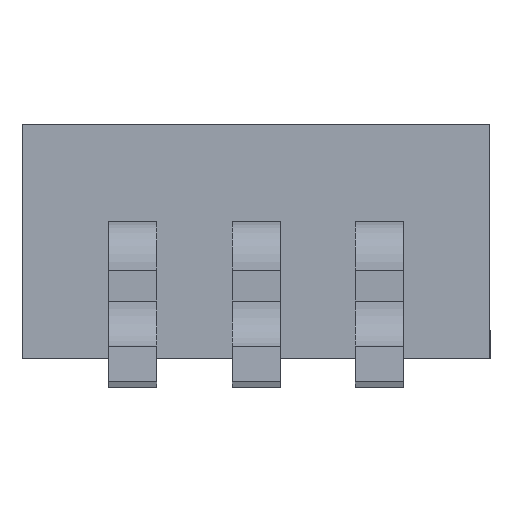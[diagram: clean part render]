
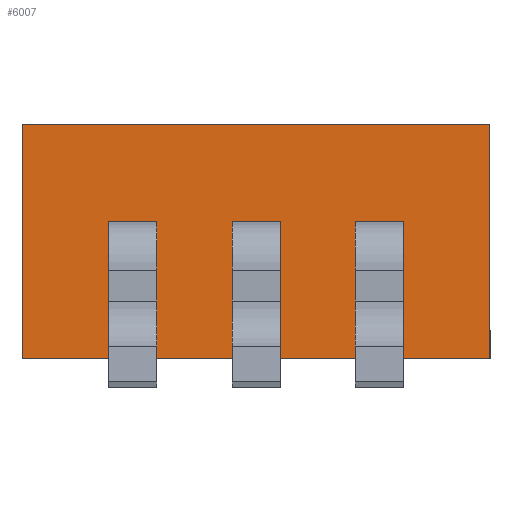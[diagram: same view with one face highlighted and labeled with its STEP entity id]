
A CAD part, left-side view. The second image highlights one B-rep face of the part: STEP entity #6007.
In plain terms, the highlighted planar face has unit normal (-1, 0, 0).
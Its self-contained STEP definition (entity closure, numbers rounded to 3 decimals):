
#12 = LINE ( 'NONE', #10851, #778 ) ;
#48 = DIRECTION ( 'NONE',  ( 0., 0., -1. ) ) ;
#113 = CARTESIAN_POINT ( 'NONE',  ( -5.335, 0.495, -2.74 ) ) ;
#180 = EDGE_LOOP ( 'NONE', ( #12020, #13168, #706, #8255 ) ) ;
#344 = VECTOR ( 'NONE', #4137, 1000. ) ;
#706 = ORIENTED_EDGE ( 'NONE', *, *, #2228, .T. ) ;
#778 = VECTOR ( 'NONE', #3229, 1000. ) ;
#780 = EDGE_CURVE ( 'NONE', #6252, #9860, #12195, .T. ) ;
#978 = VERTEX_POINT ( 'NONE', #2618 ) ;
#1020 = CARTESIAN_POINT ( 'NONE',  ( -5.335, -4.825, 0. ) ) ;
#1122 = AXIS2_PLACEMENT_3D ( 'NONE', #5009, #13774, #3854 ) ;
#1127 = VECTOR ( 'NONE', #48, 1000. ) ;
#1226 = LINE ( 'NONE', #2088, #13813 ) ;
#1263 = CARTESIAN_POINT ( 'NONE',  ( -5.335, -3.035, -2.74 ) ) ;
#1402 = EDGE_CURVE ( 'NONE', #11052, #7979, #13862, .T. ) ;
#1713 = VECTOR ( 'NONE', #6150, 1000. ) ;
#1775 = VECTOR ( 'NONE', #6442, 1000. ) ;
#1968 = PLANE ( 'NONE',  #1122 ) ;
#1984 = ORIENTED_EDGE ( 'NONE', *, *, #4383, .F. ) ;
#2007 = VERTEX_POINT ( 'NONE', #10509 ) ;
#2080 = EDGE_CURVE ( 'NONE', #2007, #4329, #3928, .T. ) ;
#2088 = CARTESIAN_POINT ( 'NONE',  ( -5.335, 4.825, 0. ) ) ;
#2228 = EDGE_CURVE ( 'NONE', #7979, #7977, #12, .T. ) ;
#2289 = ORIENTED_EDGE ( 'NONE', *, *, #4666, .F. ) ;
#2335 = DIRECTION ( 'NONE',  ( 0., -1., 0. ) ) ;
#2451 = ORIENTED_EDGE ( 'NONE', *, *, #780, .F. ) ;
#2560 = DIRECTION ( 'NONE',  ( 0., -1., 0. ) ) ;
#2618 = CARTESIAN_POINT ( 'NONE',  ( -5.335, 2.045, -2.74 ) ) ;
#2725 = ORIENTED_EDGE ( 'NONE', *, *, #9383, .T. ) ;
#2893 = VECTOR ( 'NONE', #6109, 1000. ) ;
#2905 = VECTOR ( 'NONE', #5568, 1000. ) ;
#2924 = LINE ( 'NONE', #4980, #4200 ) ;
#2990 = DIRECTION ( 'NONE',  ( 0., -1., 0. ) ) ;
#3172 = LINE ( 'NONE', #7581, #1775 ) ;
#3229 = DIRECTION ( 'NONE',  ( 0., -1., 0. ) ) ;
#3278 = CARTESIAN_POINT ( 'NONE',  ( -5.335, 4.825, 0. ) ) ;
#3347 = CARTESIAN_POINT ( 'NONE',  ( -5.335, 2.045, -2.74 ) ) ;
#3533 = VECTOR ( 'NONE', #2990, 1000. ) ;
#3691 = EDGE_LOOP ( 'NONE', ( #1984, #2289, #11150, #12854 ) ) ;
#3712 = CARTESIAN_POINT ( 'NONE',  ( -5.335, -3.035, -2. ) ) ;
#3854 = DIRECTION ( 'NONE',  ( 0., 0., 1. ) ) ;
#3928 = LINE ( 'NONE', #8286, #344 ) ;
#4137 = DIRECTION ( 'NONE',  ( 0., 0., 1. ) ) ;
#4154 = CARTESIAN_POINT ( 'NONE',  ( -5.335, 0.495, -2. ) ) ;
#4200 = VECTOR ( 'NONE', #5189, 1000. ) ;
#4329 = VERTEX_POINT ( 'NONE', #1020 ) ;
#4351 = LINE ( 'NONE', #9663, #9949 ) ;
#4383 = EDGE_CURVE ( 'NONE', #9592, #4329, #1226, .T. ) ;
#4448 = DIRECTION ( 'NONE',  ( 0., 1., 0. ) ) ;
#4666 = EDGE_CURVE ( 'NONE', #12480, #9592, #4351, .T. ) ;
#4755 = VERTEX_POINT ( 'NONE', #10095 ) ;
#4944 = VECTOR ( 'NONE', #12849, 1000. ) ;
#4980 = CARTESIAN_POINT ( 'NONE',  ( -5.335, -0.495, -2.74 ) ) ;
#5009 = CARTESIAN_POINT ( 'NONE',  ( -5.335, 4.825, -4.83 ) ) ;
#5054 = EDGE_LOOP ( 'NONE', ( #2451, #10477, #9693, #8492 ) ) ;
#5136 = VECTOR ( 'NONE', #7289, 1000. ) ;
#5189 = DIRECTION ( 'NONE',  ( 0., 0., 1. ) ) ;
#5518 = VERTEX_POINT ( 'NONE', #7943 ) ;
#5568 = DIRECTION ( 'NONE',  ( 0., 1., 0. ) ) ;
#5867 = CARTESIAN_POINT ( 'NONE',  ( -5.335, 0.495, -2.74 ) ) ;
#5935 = VERTEX_POINT ( 'NONE', #11307 ) ;
#6004 = CARTESIAN_POINT ( 'NONE',  ( -5.335, 3.035, -2.74 ) ) ;
#6007 = ADVANCED_FACE ( 'NONE', ( #13635, #12712, #11669, #8501 ), #1968, .T. ) ;
#6109 = DIRECTION ( 'NONE',  ( 0., 1., 0. ) ) ;
#6150 = DIRECTION ( 'NONE',  ( 0., 0., 1. ) ) ;
#6252 = VERTEX_POINT ( 'NONE', #12540 ) ;
#6442 = DIRECTION ( 'NONE',  ( 0., 0., 1. ) ) ;
#6629 = ORIENTED_EDGE ( 'NONE', *, *, #10029, .T. ) ;
#6997 = VECTOR ( 'NONE', #4448, 1000. ) ;
#7225 = CARTESIAN_POINT ( 'NONE',  ( -5.335, -2.045, -2.74 ) ) ;
#7289 = DIRECTION ( 'NONE',  ( 0., 0., -1. ) ) ;
#7484 = EDGE_CURVE ( 'NONE', #9860, #8901, #2924, .T. ) ;
#7581 = CARTESIAN_POINT ( 'NONE',  ( -5.335, 3.035, -2.74 ) ) ;
#7594 = CARTESIAN_POINT ( 'NONE',  ( -5.335, -0.495, -2.74 ) ) ;
#7601 = EDGE_CURVE ( 'NONE', #5518, #4755, #11093, .T. ) ;
#7736 = VECTOR ( 'NONE', #2335, 1000. ) ;
#7859 = CARTESIAN_POINT ( 'NONE',  ( -5.335, 4.825, -4.83 ) ) ;
#7864 = VECTOR ( 'NONE', #2560, 1000. ) ;
#7943 = CARTESIAN_POINT ( 'NONE',  ( -5.335, 3.035, -2. ) ) ;
#7977 = VERTEX_POINT ( 'NONE', #3712 ) ;
#7979 = VERTEX_POINT ( 'NONE', #10077 ) ;
#8255 = ORIENTED_EDGE ( 'NONE', *, *, #10311, .T. ) ;
#8286 = CARTESIAN_POINT ( 'NONE',  ( -5.335, -4.825, -4.83 ) ) ;
#8353 = EDGE_CURVE ( 'NONE', #12480, #2007, #11502, .T. ) ;
#8386 = CARTESIAN_POINT ( 'NONE',  ( -5.335, 2.045, -2.74 ) ) ;
#8440 = LINE ( 'NONE', #12555, #5136 ) ;
#8492 = ORIENTED_EDGE ( 'NONE', *, *, #7484, .F. ) ;
#8501 = FACE_OUTER_BOUND ( 'NONE', #3691, .T. ) ;
#8749 = DIRECTION ( 'NONE',  ( 0., -1., 0. ) ) ;
#8754 = ORIENTED_EDGE ( 'NONE', *, *, #7601, .T. ) ;
#8901 = VERTEX_POINT ( 'NONE', #10742 ) ;
#8960 = EDGE_CURVE ( 'NONE', #8901, #9814, #9396, .T. ) ;
#9222 = VERTEX_POINT ( 'NONE', #6004 ) ;
#9383 = EDGE_CURVE ( 'NONE', #9222, #5518, #3172, .T. ) ;
#9396 = LINE ( 'NONE', #4154, #2893 ) ;
#9405 = CARTESIAN_POINT ( 'NONE',  ( -5.335, 4.825, -4.83 ) ) ;
#9530 = LINE ( 'NONE', #8386, #4944 ) ;
#9592 = VERTEX_POINT ( 'NONE', #3278 ) ;
#9663 = CARTESIAN_POINT ( 'NONE',  ( -5.335, 4.825, -4.83 ) ) ;
#9693 = ORIENTED_EDGE ( 'NONE', *, *, #8960, .F. ) ;
#9814 = VERTEX_POINT ( 'NONE', #12673 ) ;
#9860 = VERTEX_POINT ( 'NONE', #7594 ) ;
#9889 = LINE ( 'NONE', #3347, #6997 ) ;
#9949 = VECTOR ( 'NONE', #12936, 1000. ) ;
#10029 = EDGE_CURVE ( 'NONE', #4755, #978, #9530, .T. ) ;
#10077 = CARTESIAN_POINT ( 'NONE',  ( -5.335, -2.045, -2. ) ) ;
#10095 = CARTESIAN_POINT ( 'NONE',  ( -5.335, 2.045, -2. ) ) ;
#10101 = ORIENTED_EDGE ( 'NONE', *, *, #12126, .T. ) ;
#10311 = EDGE_CURVE ( 'NONE', #7977, #5935, #8440, .T. ) ;
#10477 = ORIENTED_EDGE ( 'NONE', *, *, #12089, .F. ) ;
#10509 = CARTESIAN_POINT ( 'NONE',  ( -5.335, -4.825, -4.83 ) ) ;
#10742 = CARTESIAN_POINT ( 'NONE',  ( -5.335, -0.495, -2. ) ) ;
#10851 = CARTESIAN_POINT ( 'NONE',  ( -5.335, -3.035, -2. ) ) ;
#10898 = LINE ( 'NONE', #113, #1127 ) ;
#11052 = VERTEX_POINT ( 'NONE', #12998 ) ;
#11093 = LINE ( 'NONE', #12223, #7864 ) ;
#11150 = ORIENTED_EDGE ( 'NONE', *, *, #8353, .T. ) ;
#11182 = EDGE_LOOP ( 'NONE', ( #10101, #2725, #8754, #6629 ) ) ;
#11307 = CARTESIAN_POINT ( 'NONE',  ( -5.335, -3.035, -2.74 ) ) ;
#11502 = LINE ( 'NONE', #9405, #3533 ) ;
#11669 = FACE_BOUND ( 'NONE', #5054, .T. ) ;
#12020 = ORIENTED_EDGE ( 'NONE', *, *, #12723, .T. ) ;
#12089 = EDGE_CURVE ( 'NONE', #9814, #6252, #10898, .T. ) ;
#12126 = EDGE_CURVE ( 'NONE', #978, #9222, #9889, .T. ) ;
#12195 = LINE ( 'NONE', #5867, #7736 ) ;
#12223 = CARTESIAN_POINT ( 'NONE',  ( -5.335, 2.045, -2. ) ) ;
#12265 = LINE ( 'NONE', #1263, #2905 ) ;
#12480 = VERTEX_POINT ( 'NONE', #7859 ) ;
#12540 = CARTESIAN_POINT ( 'NONE',  ( -5.335, 0.495, -2.74 ) ) ;
#12555 = CARTESIAN_POINT ( 'NONE',  ( -5.335, -3.035, -2.74 ) ) ;
#12673 = CARTESIAN_POINT ( 'NONE',  ( -5.335, 0.495, -2. ) ) ;
#12712 = FACE_BOUND ( 'NONE', #11182, .T. ) ;
#12723 = EDGE_CURVE ( 'NONE', #5935, #11052, #12265, .T. ) ;
#12849 = DIRECTION ( 'NONE',  ( 0., 0., -1. ) ) ;
#12854 = ORIENTED_EDGE ( 'NONE', *, *, #2080, .T. ) ;
#12936 = DIRECTION ( 'NONE',  ( 0., 0., 1. ) ) ;
#12998 = CARTESIAN_POINT ( 'NONE',  ( -5.335, -2.045, -2.74 ) ) ;
#13168 = ORIENTED_EDGE ( 'NONE', *, *, #1402, .T. ) ;
#13635 = FACE_BOUND ( 'NONE', #180, .T. ) ;
#13774 = DIRECTION ( 'NONE',  ( -1., 0., 0. ) ) ;
#13813 = VECTOR ( 'NONE', #8749, 1000. ) ;
#13862 = LINE ( 'NONE', #7225, #1713 ) ;
